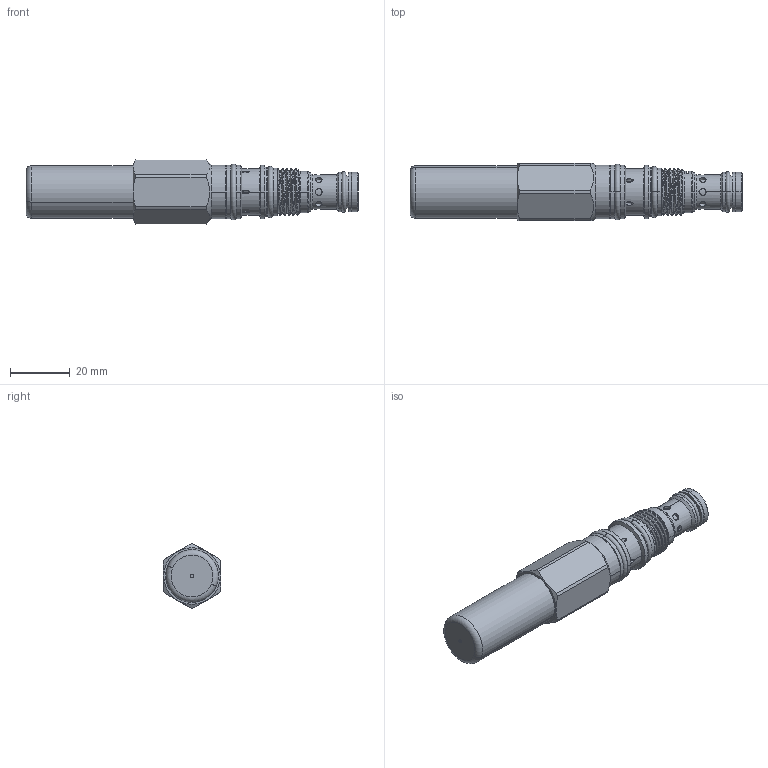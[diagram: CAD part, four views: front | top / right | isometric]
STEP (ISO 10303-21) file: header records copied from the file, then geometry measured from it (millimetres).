
FILE_DESCRIPTION (( 'STEP AP203' ), '1' );
FILE_NAME ('PD163A3J-C.STEP', '2024-06-04T02:03:01', ( '' ), ( '' ), 'SwSTEP 2.0', 'SolidWorks 2018', '' );
FILE_SCHEMA (( 'CONFIG_CONTROL_DESIGN' ));
Length unit declared in the file: millimetre
Products named in the file (1): PD163A3J-C
Bounding box: 110.92 x 19.05 x 21.4 mm (x, y, z)
Volume: 25381 mm3; surface area: 7309.5 mm2
Topology: 1 solids, 1 shells, 187 faces, 435 edges, 276 vertices
Faces by surface type: cylinder 113, plane 36, cone 27, torus 8, bspline 3
Entity records: 7575 total; most frequent: CARTESIAN_POINT 3392, ORIENTED_EDGE 870, DIRECTION 836, EDGE_CURVE 435, AXIS2_PLACEMENT_3D 351, VERTEX_POINT 276, EDGE_LOOP 213, FACE_OUTER_BOUND 187
